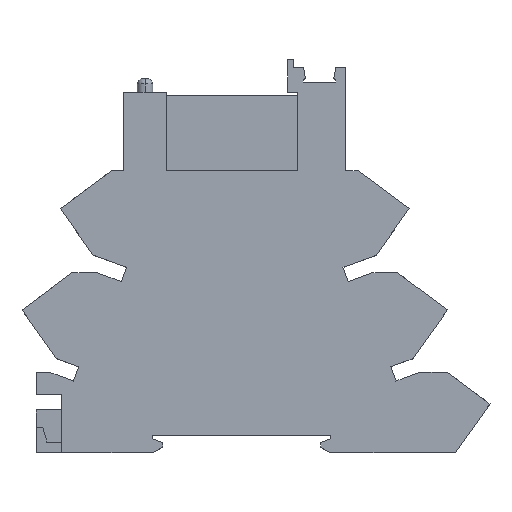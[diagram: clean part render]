
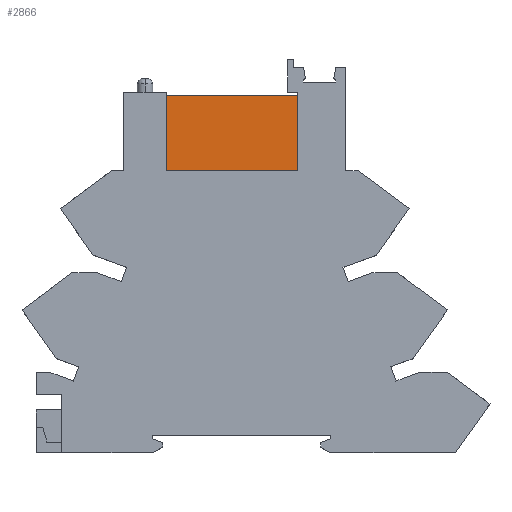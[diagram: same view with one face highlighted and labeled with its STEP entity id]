
A CAD part, top view. The second image highlights one B-rep face of the part: STEP entity #2866.
In plain terms, the highlighted planar face has unit normal (0, 0, 1).
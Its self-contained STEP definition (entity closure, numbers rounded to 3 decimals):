
#166 = VERTEX_POINT ( 'NONE', #2909 ) ;
#217 = CARTESIAN_POINT ( 'NONE',  ( 29.5, 0., 5.5 ) ) ;
#234 = LINE ( 'NONE', #3101, #1715 ) ;
#343 = EDGE_LOOP ( 'NONE', ( #3836, #2647, #2053, #920 ) ) ;
#698 = VECTOR ( 'NONE', #716, 1000. ) ;
#716 = DIRECTION ( 'NONE',  ( 1., 0., 0. ) ) ;
#731 = DIRECTION ( 'NONE',  ( 1., 0., 0. ) ) ;
#775 = DIRECTION ( 'NONE',  ( 1., 0., 0. ) ) ;
#796 = LINE ( 'NONE', #3692, #698 ) ;
#841 = CARTESIAN_POINT ( 'NONE',  ( 29.5, -15.5, 5.5 ) ) ;
#920 = ORIENTED_EDGE ( 'NONE', *, *, #2797, .T. ) ;
#955 = CARTESIAN_POINT ( 'NONE',  ( 55.5, -0.5, 5.5 ) ) ;
#1193 = EDGE_CURVE ( 'NONE', #2804, #2619, #3123, .T. ) ;
#1374 = VERTEX_POINT ( 'NONE', #841 ) ;
#1541 = FACE_OUTER_BOUND ( 'NONE', #343, .T. ) ;
#1553 = VECTOR ( 'NONE', #2841, 1000. ) ;
#1652 = PLANE ( 'NONE',  #2240 ) ;
#1715 = VECTOR ( 'NONE', #731, 1000. ) ;
#1806 = EDGE_CURVE ( 'NONE', #166, #1374, #3256, .T. ) ;
#2053 = ORIENTED_EDGE ( 'NONE', *, *, #1806, .T. ) ;
#2226 = CARTESIAN_POINT ( 'NONE',  ( 55.5, -15.5, 5.5 ) ) ;
#2240 = AXIS2_PLACEMENT_3D ( 'NONE', #3129, #2543, #775 ) ;
#2257 = EDGE_CURVE ( 'NONE', #166, #2619, #796, .T. ) ;
#2543 = DIRECTION ( 'NONE',  ( 0., 0., 1. ) ) ;
#2619 = VERTEX_POINT ( 'NONE', #955 ) ;
#2647 = ORIENTED_EDGE ( 'NONE', *, *, #2257, .F. ) ;
#2797 = EDGE_CURVE ( 'NONE', #1374, #2804, #234, .T. ) ;
#2804 = VERTEX_POINT ( 'NONE', #2226 ) ;
#2830 = CARTESIAN_POINT ( 'NONE',  ( 55.5, -15.5, 5.5 ) ) ;
#2841 = DIRECTION ( 'NONE',  ( 0., 1., 0. ) ) ;
#2866 = ADVANCED_FACE ( 'NONE', ( #1541 ), #1652, .T. ) ;
#2909 = CARTESIAN_POINT ( 'NONE',  ( 29.5, -0.5, 5.5 ) ) ;
#3071 = VECTOR ( 'NONE', #3789, 1000. ) ;
#3101 = CARTESIAN_POINT ( 'NONE',  ( 29.5, -15.5, 5.5 ) ) ;
#3123 = LINE ( 'NONE', #2830, #1553 ) ;
#3129 = CARTESIAN_POINT ( 'NONE',  ( 0., 0., 5.5 ) ) ;
#3256 = LINE ( 'NONE', #217, #3071 ) ;
#3692 = CARTESIAN_POINT ( 'NONE',  ( 29.5, -0.5, 5.5 ) ) ;
#3789 = DIRECTION ( 'NONE',  ( 0., -1., 0. ) ) ;
#3836 = ORIENTED_EDGE ( 'NONE', *, *, #1193, .T. ) ;
